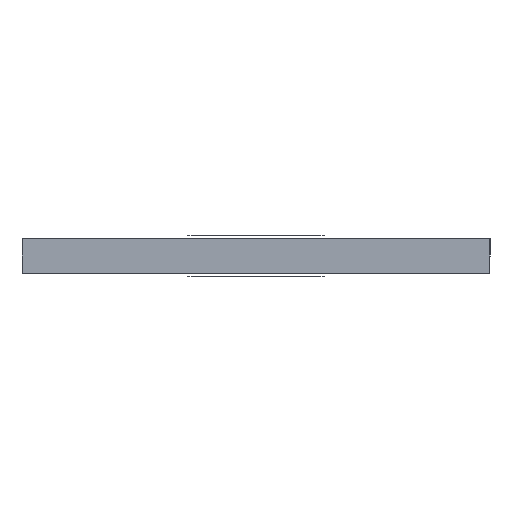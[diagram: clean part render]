
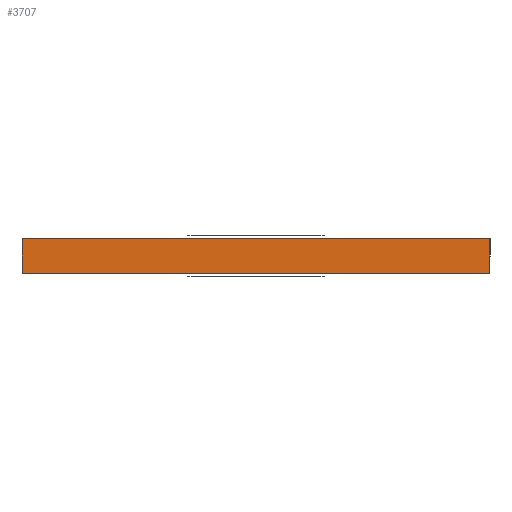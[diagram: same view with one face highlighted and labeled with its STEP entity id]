
A CAD part, left-side view. The second image highlights one B-rep face of the part: STEP entity #3707.
In plain terms, the highlighted planar face has unit normal (-1, 0, 0).
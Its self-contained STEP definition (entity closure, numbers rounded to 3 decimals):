
#771=FACE_OUTER_BOUND('',#927,.T.);
#927=EDGE_LOOP('',(#2942,#2943,#2944,#2945));
#1078=LINE('',#5546,#1390);
#1082=LINE('',#5554,#1394);
#1085=LINE('',#5560,#1397);
#1088=LINE('',#5565,#1400);
#1390=VECTOR('',#4320,1.);
#1394=VECTOR('',#4326,1.);
#1397=VECTOR('',#4331,1.);
#1400=VECTOR('',#4336,1.);
#1702=VERTEX_POINT('',#5544);
#1703=VERTEX_POINT('',#5545);
#1706=VERTEX_POINT('',#5553);
#1708=VERTEX_POINT('',#5559);
#2310=EDGE_CURVE('',#1702,#1703,#1078,.T.);
#2314=EDGE_CURVE('',#1706,#1702,#1082,.T.);
#2317=EDGE_CURVE('',#1708,#1706,#1085,.T.);
#2320=EDGE_CURVE('',#1703,#1708,#1088,.T.);
#2942=ORIENTED_EDGE('',*,*,#2320,.F.);
#2943=ORIENTED_EDGE('',*,*,#2310,.F.);
#2944=ORIENTED_EDGE('',*,*,#2314,.F.);
#2945=ORIENTED_EDGE('',*,*,#2317,.F.);
#3551=PLANE('',#3865);
#3707=ADVANCED_FACE('',(#771),#3551,.F.);
#3865=AXIS2_PLACEMENT_3D('',#5568,#4340,#4341);
#4320=DIRECTION('',(0.,0.,-1.));
#4326=DIRECTION('',(0.,-1.,0.));
#4331=DIRECTION('',(0.,0.,1.));
#4336=DIRECTION('',(0.,1.,0.));
#4340=DIRECTION('center_axis',(1.,0.,0.));
#4341=DIRECTION('ref_axis',(0.,0.,-1.));
#5544=CARTESIAN_POINT('',(0.,0.041,1.754));
#5545=CARTESIAN_POINT('',(0.,0.041,0.004));
#5546=CARTESIAN_POINT('',(0.,0.041,1.754));
#5553=CARTESIAN_POINT('',(0.,24.041,1.754));
#5554=CARTESIAN_POINT('',(0.,24.041,1.754));
#5559=CARTESIAN_POINT('',(0.,24.041,0.004));
#5560=CARTESIAN_POINT('',(0.,24.041,0.004));
#5565=CARTESIAN_POINT('',(0.,0.041,0.004));
#5568=CARTESIAN_POINT('Origin',(0.,12.041,0.879));
